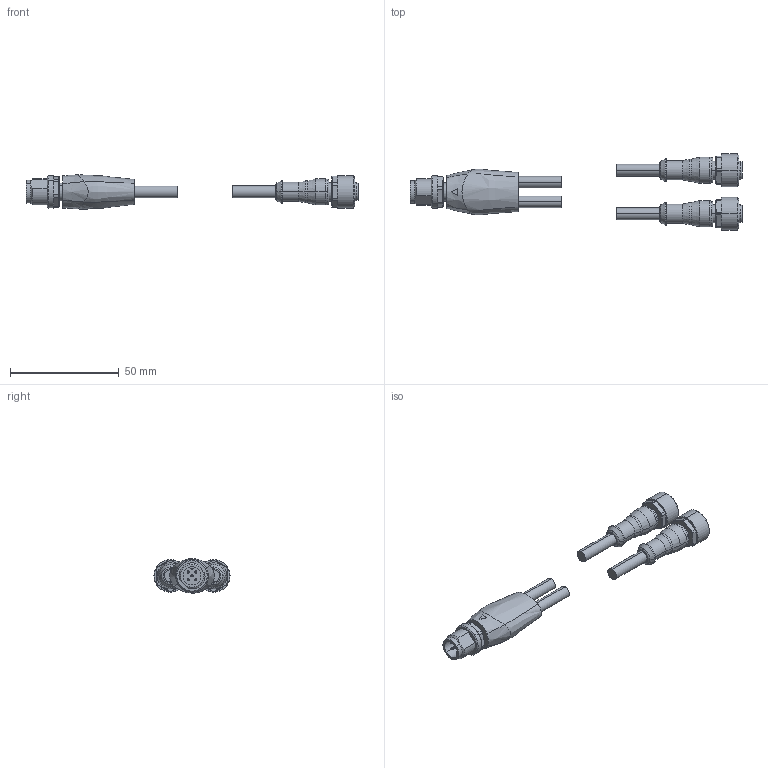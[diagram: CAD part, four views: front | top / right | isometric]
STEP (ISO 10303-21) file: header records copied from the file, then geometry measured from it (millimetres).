
FILE_DESCRIPTION (( 'STEP AP203' ), '1' );
FILE_NAME ('7000-40701-0130100.step', '2025-06-04T19:00:08', ( '' ), ( '' ), 'SwSTEP 2.0', 'SolidWorks 2024', '' );
FILE_SCHEMA (( 'CONFIG_CONTROL_DESIGN' ));
Length unit declared in the file: millimetre
Products named in the file (3): 7000-40701-0130030_FEMALE; 7000-40701-0130030_MALE; 7000-40701-0130100
Assembly tree (3 placements, depth 2):
  7000-40701-0130100
    7000-40701-0130030_MALE
    7000-40701-0130030_FEMALE  x2
Bounding box: 152.7 x 35 x 15.86 mm (x, y, z)
Volume: 17544 mm3; surface area: 9297.4 mm2
Topology: 3 solids, 3 shells, 283 faces, 640 edges, 400 vertices
Faces by surface type: cylinder 103, plane 93, cone 55, torus 24, bspline 8
Entity records: 6828 total; most frequent: CARTESIAN_POINT 2154, DIRECTION 975, ORIENTED_EDGE 866, EDGE_CURVE 433, AXIS2_PLACEMENT_3D 409, VERTEX_POINT 272, CIRCLE 221, EDGE_LOOP 215
